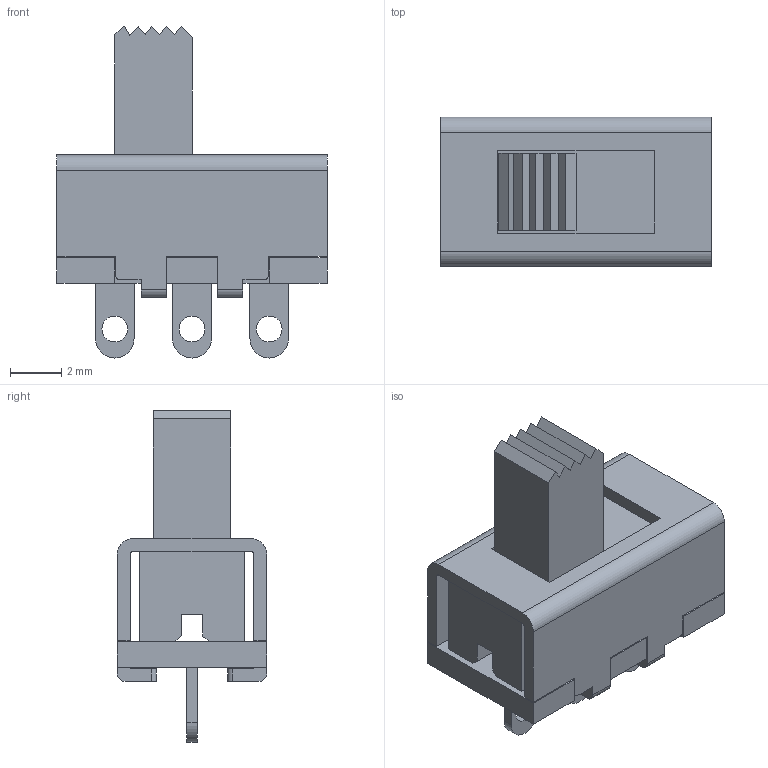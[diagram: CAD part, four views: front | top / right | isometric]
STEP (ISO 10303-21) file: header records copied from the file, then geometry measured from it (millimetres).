
FILE_DESCRIPTION((''),'2;1');
FILE_NAME('379','2021-09-27T23:18:47',('Administrator'),(''),'CREO PARAMETRIC BY PTC INC, 2016510','CREO PARAMETRIC BY PTC INC, 2016510','');
FILE_SCHEMA(('CONFIG_CONTROL_DESIGN','GEOMETRIC_VALIDATION_PROPERTIES_MIM'));
Length unit declared in the file: millimetre
Products named in the file (1): 379
Bounding box: 10.5 x 5.8 x 12.9 mm (x, y, z)
Volume: 279.5 mm3; surface area: 631.5 mm2
Topology: 1 solids, 1 shells, 235 faces, 660 edges, 440 vertices
Faces by surface type: plane 206, cylinder 29
Entity records: 9246 total; most frequent: CARTESIAN_POINT 1337, ORIENTED_EDGE 1320, DIRECTION 1188, EDGE_CURVE 660, VECTOR 602, LINE 602, VERTEX_POINT 440, AXIS2_PLACEMENT_3D 293
